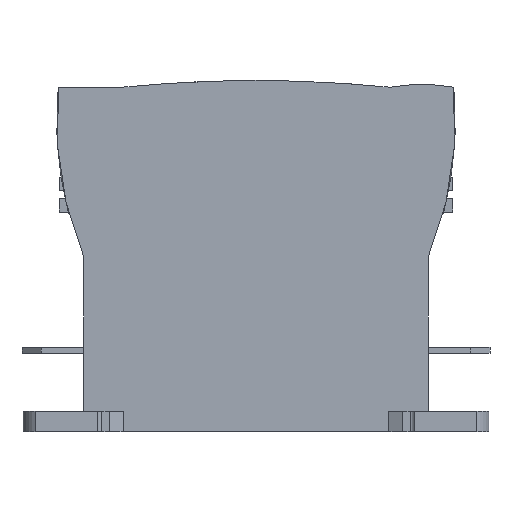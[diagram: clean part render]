
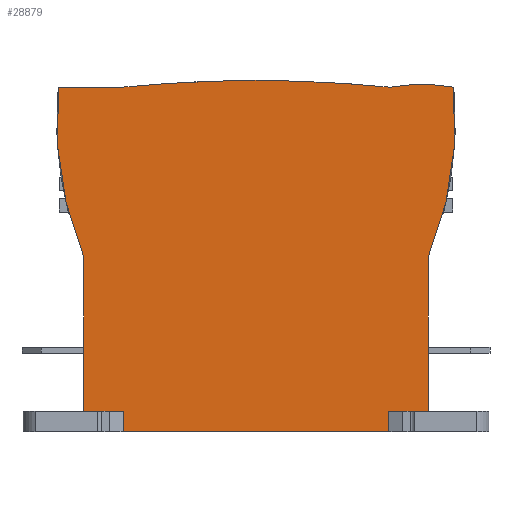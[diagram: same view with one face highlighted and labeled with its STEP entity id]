
A CAD part, left-side view. The second image highlights one B-rep face of the part: STEP entity #28879.
In plain terms, the highlighted planar face has unit normal (-1, 0, 0).
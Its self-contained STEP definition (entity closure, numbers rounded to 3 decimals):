
#1342=DIRECTION('',(0.,1.,0.));
#1343=VECTOR('',#1342,20.076);
#1344=CARTESIAN_POINT('',(-101.213,68.062,-78.744));
#1345=LINE('',#1344,#1343);
#1376=DIRECTION('',(0.,0.,-1.));
#1377=VECTOR('',#1376,78.744);
#1378=CARTESIAN_POINT('',(-101.213,88.138,0.));
#1379=LINE('',#1378,#1377);
#1380=CARTESIAN_POINT('',(-101.213,-77.985,69.527));
#1381=DIRECTION('',(-1.,0.,0.));
#1382=DIRECTION('',(0.,0.995,0.099));
#1383=AXIS2_PLACEMENT_3D('',#1380,#1381,#1382);
#1385=DIRECTION('',(0.,1.,0.));
#1386=VECTOR('',#1385,32.512);
#1387=CARTESIAN_POINT('',(-101.213,68.702,87.376));
#1388=LINE('',#1387,#1386);
#1389=CARTESIAN_POINT('',(-101.213,-6.337,-697.043));
#1390=DIRECTION('',(-1.,0.,0.));
#1391=DIRECTION('',(0.,0.008,1.));
#1392=AXIS2_PLACEMENT_3D('',#1389,#1390,#1391);
#1394=CARTESIAN_POINT('',(-101.213,6.337,-697.043));
#1395=DIRECTION('',(-1.,0.,0.));
#1396=DIRECTION('',(0.,-0.095,0.995));
#1397=AXIS2_PLACEMENT_3D('',#1394,#1395,#1396);
#1399=CARTESIAN_POINT('',(-101.213,-84.958,-1.489));
#1400=DIRECTION('',(-1.,0.,0.));
#1401=DIRECTION('',(0.,-0.18,0.984));
#1402=AXIS2_PLACEMENT_3D('',#1399,#1400,#1401);
#1404=CARTESIAN_POINT('',(-101.213,77.985,69.527));
#1405=DIRECTION('',(-1.,0.,0.));
#1406=DIRECTION('',(0.,-0.922,-0.386));
#1407=AXIS2_PLACEMENT_3D('',#1404,#1405,#1406);
#1409=DIRECTION('',(0.,0.,1.));
#1410=VECTOR('',#1409,78.744);
#1411=CARTESIAN_POINT('',(-101.213,-88.138,-78.744));
#1412=LINE('',#1411,#1410);
#1413=DIRECTION('',(0.,-1.,0.));
#1414=VECTOR('',#1413,136.123);
#1415=CARTESIAN_POINT('',(-101.213,68.062,-89.154));
#1416=LINE('',#1415,#1414);
#9081=DIRECTION('',(0.,-1.,0.));
#9082=VECTOR('',#9081,20.076);
#9083=CARTESIAN_POINT('',(-101.213,-68.062,-78.744));
#9084=LINE('',#9083,#9082);
#9147=DIRECTION('',(0.,0.,-1.));
#9148=VECTOR('',#9147,10.41);
#9149=CARTESIAN_POINT('',(-101.213,-68.062,-78.744));
#9150=LINE('',#9149,#9148);
#20516=DIRECTION('',(0.,0.,-1.));
#20517=VECTOR('',#20516,10.41);
#20518=CARTESIAN_POINT('',(-101.213,68.062,-78.744));
#20519=LINE('',#20518,#20517);
#26854=CARTESIAN_POINT('',(-101.213,101.214,87.376));
#26855=CARTESIAN_POINT('',(-101.213,88.138,0.));
#26856=VERTEX_POINT('',#26854);
#26857=VERTEX_POINT('',#26855);
#26858=CARTESIAN_POINT('',(-101.213,-88.138,0.));
#26859=CARTESIAN_POINT('',(-101.213,-101.214,87.376));
#26860=VERTEX_POINT('',#26858);
#26861=VERTEX_POINT('',#26859);
#26862=CARTESIAN_POINT('',(-101.213,-68.702,87.376));
#26863=VERTEX_POINT('',#26862);
#26864=CARTESIAN_POINT('',(-101.213,0.,90.932));
#26865=VERTEX_POINT('',#26864);
#26866=CARTESIAN_POINT('',(-101.213,68.702,87.376));
#26867=VERTEX_POINT('',#26866);
#26868=CARTESIAN_POINT('',(-101.213,68.062,-78.744));
#26869=CARTESIAN_POINT('',(-101.213,88.138,-78.744));
#26870=VERTEX_POINT('',#26868);
#26871=VERTEX_POINT('',#26869);
#26872=CARTESIAN_POINT('',(-101.213,68.062,-89.154));
#26873=VERTEX_POINT('',#26872);
#26874=CARTESIAN_POINT('',(-101.213,-68.062,-78.744));
#26875=CARTESIAN_POINT('',(-101.213,-88.138,-78.744));
#26876=VERTEX_POINT('',#26874);
#26877=VERTEX_POINT('',#26875);
#26878=CARTESIAN_POINT('',(-101.213,-68.062,-89.154));
#26879=VERTEX_POINT('',#26878);
#28850=CARTESIAN_POINT('',(-101.213,0.,0.));
#28851=DIRECTION('',(-1.,0.,0.));
#28852=DIRECTION('',(0.,0.,1.));
#28853=AXIS2_PLACEMENT_3D('',#28850,#28851,#28852);
#28854=PLANE('',#28853);
#28855=ORIENTED_EDGE('',*,*,#28822,.T.);
#28856=ORIENTED_EDGE('',*,*,#27154,.F.);
#28857=ORIENTED_EDGE('',*,*,#27139,.F.);
#28859=ORIENTED_EDGE('',*,*,#28858,.F.);
#28861=ORIENTED_EDGE('',*,*,#28860,.F.);
#28863=ORIENTED_EDGE('',*,*,#28862,.F.);
#28865=ORIENTED_EDGE('',*,*,#28864,.F.);
#28867=ORIENTED_EDGE('',*,*,#28866,.F.);
#28869=ORIENTED_EDGE('',*,*,#28868,.F.);
#28871=ORIENTED_EDGE('',*,*,#28870,.F.);
#28873=ORIENTED_EDGE('',*,*,#28872,.T.);
#28874=ORIENTED_EDGE('',*,*,#28688,.F.);
#28876=ORIENTED_EDGE('',*,*,#28875,.F.);
#28877=EDGE_LOOP('',(#28855,#28856,#28857,#28859,#28861,#28863,#28865,#28867,
#28869,#28871,#28873,#28874,#28876));
#28878=FACE_OUTER_BOUND('',#28877,.F.);
#28879=ADVANCED_FACE('',(#28878),#28854,.T.);
#1384=CIRCLE('',#1383,180.086);
#1393=CIRCLE('',#1392,788.);
#1398=CIRCLE('',#1397,788.);
#1403=CIRCLE('',#1402,90.34);
#1408=CIRCLE('',#1407,180.086);
#27139=EDGE_CURVE('',#26856,#26857,#1384,.T.);
#27154=EDGE_CURVE('',#26857,#26871,#1379,.T.);
#28688=EDGE_CURVE('',#26873,#26879,#1416,.T.);
#28822=EDGE_CURVE('',#26870,#26871,#1345,.T.);
#28858=EDGE_CURVE('',#26867,#26856,#1388,.T.);
#28860=EDGE_CURVE('',#26865,#26867,#1393,.T.);
#28862=EDGE_CURVE('',#26863,#26865,#1398,.T.);
#28864=EDGE_CURVE('',#26861,#26863,#1403,.T.);
#28866=EDGE_CURVE('',#26860,#26861,#1408,.T.);
#28868=EDGE_CURVE('',#26877,#26860,#1412,.T.);
#28870=EDGE_CURVE('',#26876,#26877,#9084,.T.);
#28872=EDGE_CURVE('',#26876,#26879,#9150,.T.);
#28875=EDGE_CURVE('',#26870,#26873,#20519,.T.);
